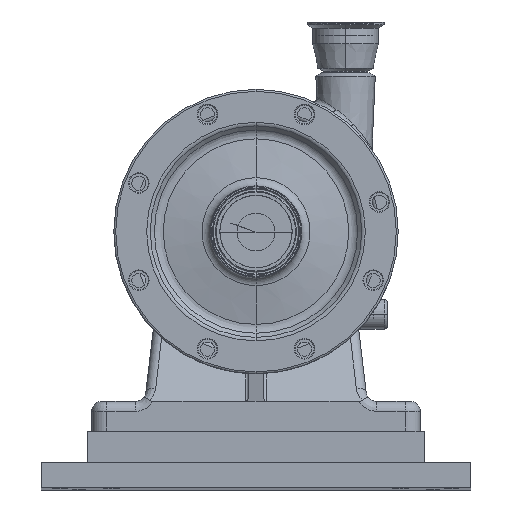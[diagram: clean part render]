
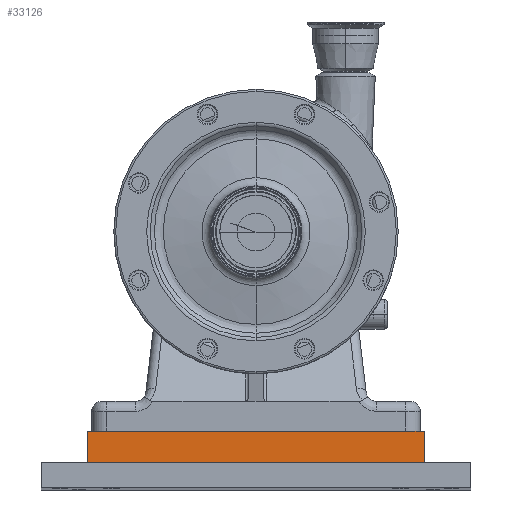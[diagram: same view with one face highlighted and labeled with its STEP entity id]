
A CAD part, top view. The second image highlights one B-rep face of the part: STEP entity #33126.
In plain terms, the highlighted face is planar.
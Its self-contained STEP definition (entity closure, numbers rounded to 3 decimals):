
#122 = DIRECTION ( 'NONE',  ( 1., 0., 0. ) ) ;
#158 = ORIENTED_EDGE ( 'NONE', *, *, #2464, .F. ) ;
#1393 = DIRECTION ( 'NONE',  ( 0., -1., 0. ) ) ;
#1818 = CARTESIAN_POINT ( 'NONE',  ( -194.437, 0., 169.037 ) ) ;
#2464 = EDGE_CURVE ( 'NONE', #18156, #32750, #15370, .T. ) ;
#3109 = PLANE ( 'NONE',  #14196 ) ;
#3484 = VECTOR ( 'NONE', #30374, 1000. ) ;
#3725 = LINE ( 'NONE', #16113, #12445 ) ;
#4329 = ORIENTED_EDGE ( 'NONE', *, *, #8526, .T. ) ;
#5151 = FACE_OUTER_BOUND ( 'NONE', #8515, .T. ) ;
#5678 = ORIENTED_EDGE ( 'NONE', *, *, #27151, .T. ) ;
#7771 = LINE ( 'NONE', #27549, #3484 ) ;
#8515 = EDGE_LOOP ( 'NONE', ( #4329, #30261, #158, #5678 ) ) ;
#8526 = EDGE_CURVE ( 'NONE', #28980, #31699, #29199, .T. ) ;
#9864 = DIRECTION ( 'NONE',  ( 0., 0., 1. ) ) ;
#12445 = VECTOR ( 'NONE', #1393, 1000. ) ;
#13010 = CARTESIAN_POINT ( 'NONE',  ( -194.437, 31.75, 169.037 ) ) ;
#14196 = AXIS2_PLACEMENT_3D ( 'NONE', #13010, #122, #23582 ) ;
#14201 = CARTESIAN_POINT ( 'NONE',  ( -194.437, 31.75, 169.037 ) ) ;
#15370 = LINE ( 'NONE', #22604, #16782 ) ;
#16113 = CARTESIAN_POINT ( 'NONE',  ( -194.437, 31.75, 169.037 ) ) ;
#16782 = VECTOR ( 'NONE', #9864, 1000. ) ;
#16964 = CARTESIAN_POINT ( 'NONE',  ( -194.437, 0., 169.037 ) ) ;
#18156 = VERTEX_POINT ( 'NONE', #22483 ) ;
#19745 = DIRECTION ( 'NONE',  ( 0., 0., 1. ) ) ;
#20016 = CARTESIAN_POINT ( 'NONE',  ( -194.437, 0., -169.037 ) ) ;
#22483 = CARTESIAN_POINT ( 'NONE',  ( -194.437, 31.75, -169.037 ) ) ;
#22604 = CARTESIAN_POINT ( 'NONE',  ( -194.437, 31.75, 169.037 ) ) ;
#23582 = DIRECTION ( 'NONE',  ( 0., 0., -1. ) ) ;
#24945 = VECTOR ( 'NONE', #19745, 1000. ) ;
#27151 = EDGE_CURVE ( 'NONE', #18156, #28980, #7771, .T. ) ;
#27549 = CARTESIAN_POINT ( 'NONE',  ( -194.437, 31.75, -169.037 ) ) ;
#28980 = VERTEX_POINT ( 'NONE', #20016 ) ;
#29092 = EDGE_CURVE ( 'NONE', #32750, #31699, #3725, .T. ) ;
#29199 = LINE ( 'NONE', #1818, #24945 ) ;
#30261 = ORIENTED_EDGE ( 'NONE', *, *, #29092, .F. ) ;
#30374 = DIRECTION ( 'NONE',  ( 0., -1., 0. ) ) ;
#31699 = VERTEX_POINT ( 'NONE', #16964 ) ;
#32750 = VERTEX_POINT ( 'NONE', #14201 ) ;
#33126 = ADVANCED_FACE ( 'NONE', ( #5151 ), #3109, .F. ) ;
